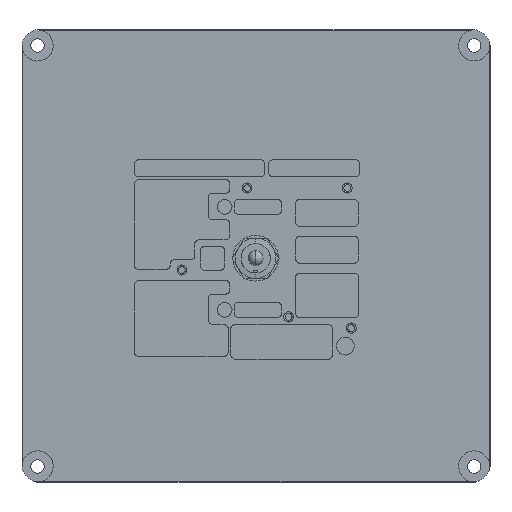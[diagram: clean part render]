
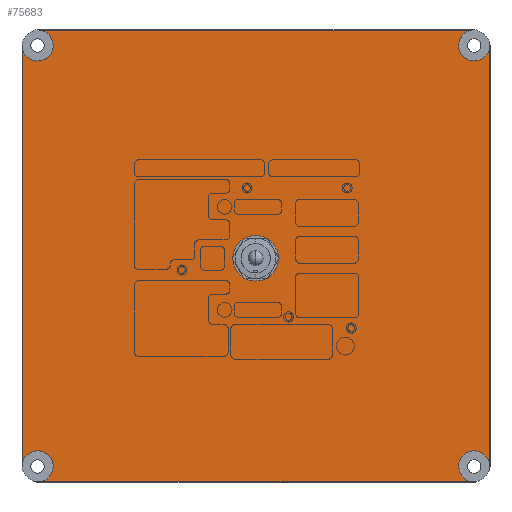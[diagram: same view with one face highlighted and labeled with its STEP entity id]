
A CAD part, top view. The second image highlights one B-rep face of the part: STEP entity #75683.
In plain terms, the highlighted planar face has unit normal (0, 0, 1).
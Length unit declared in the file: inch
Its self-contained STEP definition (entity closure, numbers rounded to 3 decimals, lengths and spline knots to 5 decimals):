
#75391=CARTESIAN_POINT('',(0.13224,0.,0.02));
#75392=DIRECTION('',(0.,0.,1.));
#75393=DIRECTION('',(1.,0.,0.));
#75394=AXIS2_PLACEMENT_3D('',#75391,#75392,#75393);
#75396=CARTESIAN_POINT('',(0.13224,0.,0.02));
#75397=DIRECTION('',(0.,0.,1.));
#75398=DIRECTION('',(-1.,0.,0.));
#75399=AXIS2_PLACEMENT_3D('',#75396,#75397,#75398);
#75401=CARTESIAN_POINT('',(3.89,3.41,0.02));
#75402=CARTESIAN_POINT('',(3.89,3.42778,0.02));
#75403=CARTESIAN_POINT('',(3.88699,3.44588,0.02));
#75404=CARTESIAN_POINT('',(3.88148,3.46381,0.02));
#75406=CARTESIAN_POINT('',(3.89,-3.34,0.02));
#75407=CARTESIAN_POINT('',(3.89,-2.58474,0.02));
#75408=CARTESIAN_POINT('',(3.88999,-1.07946,0.02));
#75409=CARTESIAN_POINT('',(3.88998,1.17054,0.02));
#75410=CARTESIAN_POINT('',(3.89,2.66528,0.02));
#75411=CARTESIAN_POINT('',(3.89,3.41,0.02));
#75413=CARTESIAN_POINT('',(3.87622,-3.40878,0.02));
#75414=CARTESIAN_POINT('',(3.88505,-3.38604,0.02));
#75415=CARTESIAN_POINT('',(3.89,-3.36276,0.02));
#75416=CARTESIAN_POINT('',(3.89,-3.34,0.02));
#75418=CARTESIAN_POINT('',(3.64,-3.59,0.02));
#75419=CARTESIAN_POINT('',(3.66024,-3.58982,0.02));
#75420=CARTESIAN_POINT('',(3.68091,-3.58579,0.02));
#75421=CARTESIAN_POINT('',(3.70125,-3.57865,0.02));
#75423=DIRECTION('',(1.,0.,0.));
#75424=VECTOR('',#75423,7.);
#75425=CARTESIAN_POINT('',(-3.36,-3.59,0.02));
#75426=LINE('',#75425,#75424);
#75427=CARTESIAN_POINT('',(-3.40862,-3.583,0.02));
#75428=CARTESIAN_POINT('',(-3.3924,-3.58754,0.02));
#75429=CARTESIAN_POINT('',(-3.37607,-3.59,0.02));
#75430=CARTESIAN_POINT('',(-3.36,-3.59,0.02));
#75432=CARTESIAN_POINT('',(-3.61,3.37182,0.02));
#75433=CARTESIAN_POINT('',(-3.61,1.14922,0.02));
#75434=CARTESIAN_POINT('',(-3.61,-1.07338,0.02));
#75435=CARTESIAN_POINT('',(-3.61,-3.29597,0.02));
#75437=CARTESIAN_POINT('',(3.59829,3.66,0.02));
#75438=CARTESIAN_POINT('',(2.83789,3.66,0.02));
#75439=CARTESIAN_POINT('',(1.29965,3.65993,0.02));
#75440=CARTESIAN_POINT('',(-1.00812,3.66,0.02));
#75441=CARTESIAN_POINT('',(-2.55548,3.66,0.02));
#75442=CARTESIAN_POINT('',(-3.325,3.66,0.02));
#75444=CARTESIAN_POINT('',(3.6367,3.41297,0.02));
#75445=DIRECTION('',(0.,0.,-1.));
#75446=DIRECTION('',(0.979,0.203,0.));
#75447=AXIS2_PLACEMENT_3D('',#75444,#75445,#75446);
#75462=CARTESIAN_POINT('',(-3.36341,3.41297,0.02));
#75463=DIRECTION('',(0.,0.,-1.));
#75464=DIRECTION('',(0.154,0.988,0.));
#75465=AXIS2_PLACEMENT_3D('',#75462,#75463,#75464);
#75480=CARTESIAN_POINT('',(-3.36341,-3.33713,0.02));
#75481=DIRECTION('',(0.,0.,-1.));
#75482=DIRECTION('',(-0.986,0.165,0.));
#75483=AXIS2_PLACEMENT_3D('',#75480,#75481,#75482);
#75510=CARTESIAN_POINT('',(3.6367,-3.33713,0.02));
#75511=DIRECTION('',(0.,0.,-1.));
#75512=DIRECTION('',(0.258,-0.966,0.));
#75513=AXIS2_PLACEMENT_3D('',#75510,#75511,#75512);
#75538=VERTEX_POINT('',#75406);
#75539=VERTEX_POINT('',#75411);
#75540=CARTESIAN_POINT('',(-3.36,-3.59,0.02));
#75541=CARTESIAN_POINT('',(3.64,-3.59,0.02));
#75542=VERTEX_POINT('',#75540);
#75543=VERTEX_POINT('',#75541);
#75548=CARTESIAN_POINT('',(0.49724,0.,0.02));
#75549=CARTESIAN_POINT('',(-0.23276,0.,0.02));
#75550=VERTEX_POINT('',#75548);
#75551=VERTEX_POINT('',#75549);
#75553=CARTESIAN_POINT('',(3.88148,3.46381,0.02));
#75555=VERTEX_POINT('',#75553);
#75556=CARTESIAN_POINT('',(-3.40862,-3.583,0.02));
#75558=VERTEX_POINT('',#75556);
#75561=CARTESIAN_POINT('',(3.70125,-3.57865,0.02));
#75563=VERTEX_POINT('',#75561);
#75565=VERTEX_POINT('',#75413);
#75566=CARTESIAN_POINT('',(-3.325,3.66,0.02));
#75567=CARTESIAN_POINT('',(-3.61,3.37182,0.02));
#75568=VERTEX_POINT('',#75566);
#75569=VERTEX_POINT('',#75567);
#75574=CARTESIAN_POINT('',(-3.61,-3.29597,0.02));
#75575=VERTEX_POINT('',#75574);
#75578=CARTESIAN_POINT('',(3.59829,3.66,0.02));
#75580=VERTEX_POINT('',#75578);
#75648=CARTESIAN_POINT('',(0.,0.,0.02));
#75649=DIRECTION('',(0.,0.,1.));
#75650=DIRECTION('',(1.,0.,0.));
#75651=AXIS2_PLACEMENT_3D('',#75648,#75649,#75650);
#75652=PLANE('',#75651);
#75654=ORIENTED_EDGE('',*,*,#75653,.F.);
#75656=ORIENTED_EDGE('',*,*,#75655,.F.);
#75658=ORIENTED_EDGE('',*,*,#75657,.F.);
#75660=ORIENTED_EDGE('',*,*,#75659,.F.);
#75662=ORIENTED_EDGE('',*,*,#75661,.F.);
#75664=ORIENTED_EDGE('',*,*,#75663,.F.);
#75666=ORIENTED_EDGE('',*,*,#75665,.F.);
#75668=ORIENTED_EDGE('',*,*,#75667,.F.);
#75670=ORIENTED_EDGE('',*,*,#75669,.F.);
#75672=ORIENTED_EDGE('',*,*,#75671,.F.);
#75674=ORIENTED_EDGE('',*,*,#75673,.F.);
#75676=ORIENTED_EDGE('',*,*,#75675,.F.);
#75677=EDGE_LOOP('',(#75654,#75656,#75658,#75660,#75662,#75664,#75666,#75668,
#75670,#75672,#75674,#75676));
#75678=FACE_OUTER_BOUND('',#75677,.F.);
#75679=ORIENTED_EDGE('',*,*,#75628,.T.);
#75680=ORIENTED_EDGE('',*,*,#75642,.T.);
#75681=EDGE_LOOP('',(#75679,#75680));
#75682=FACE_BOUND('',#75681,.F.);
#75683=ADVANCED_FACE('',(#75678,#75682),#75652,.T.);
#75395=CIRCLE('',#75394,0.365);
#75400=CIRCLE('',#75399,0.365);
#75405=B_SPLINE_CURVE_WITH_KNOTS('',3,(#75401,#75402,#75403,#75404),
.UNSPECIFIED.,.F.,.F.,(4,4),(0.,1.),.UNSPECIFIED.);
#75412=B_SPLINE_CURVE_WITH_KNOTS('',3,(#75406,#75407,#75408,#75409,#75410,
#75411),.UNSPECIFIED.,.F.,.F.,(4,1,1,4),(0.,0.33567,
0.66901,1.),.UNSPECIFIED.);
#75417=B_SPLINE_CURVE_WITH_KNOTS('',3,(#75413,#75414,#75415,#75416),
.UNSPECIFIED.,.F.,.F.,(4,4),(0.,1.),.UNSPECIFIED.);
#75422=B_SPLINE_CURVE_WITH_KNOTS('',3,(#75418,#75419,#75420,#75421),
.UNSPECIFIED.,.F.,.F.,(4,4),(0.,1.),.UNSPECIFIED.);
#75431=B_SPLINE_CURVE_WITH_KNOTS('',3,(#75427,#75428,#75429,#75430),
.UNSPECIFIED.,.F.,.F.,(4,4),(0.,1.),.UNSPECIFIED.);
#75436=B_SPLINE_CURVE_WITH_KNOTS('',3,(#75432,#75433,#75434,#75435),
.UNSPECIFIED.,.F.,.F.,(4,4),(0.,1.),.UNSPECIFIED.);
#75443=B_SPLINE_CURVE_WITH_KNOTS('',3,(#75437,#75438,#75439,#75440,#75441,
#75442),.UNSPECIFIED.,.F.,.F.,(4,1,1,4),(0.,0.3295,
0.66655,1.),.UNSPECIFIED.);
#75448=CIRCLE('',#75447,0.25);
#75466=CIRCLE('',#75465,0.25);
#75484=CIRCLE('',#75483,0.25);
#75514=CIRCLE('',#75513,0.25);
#75628=EDGE_CURVE('',#75550,#75551,#75395,.T.);
#75642=EDGE_CURVE('',#75551,#75550,#75400,.T.);
#75653=EDGE_CURVE('',#75555,#75580,#75448,.T.);
#75655=EDGE_CURVE('',#75539,#75555,#75405,.T.);
#75657=EDGE_CURVE('',#75538,#75539,#75412,.T.);
#75659=EDGE_CURVE('',#75565,#75538,#75417,.T.);
#75661=EDGE_CURVE('',#75563,#75565,#75514,.T.);
#75663=EDGE_CURVE('',#75543,#75563,#75422,.T.);
#75665=EDGE_CURVE('',#75542,#75543,#75426,.T.);
#75667=EDGE_CURVE('',#75558,#75542,#75431,.T.);
#75669=EDGE_CURVE('',#75575,#75558,#75484,.T.);
#75671=EDGE_CURVE('',#75569,#75575,#75436,.T.);
#75673=EDGE_CURVE('',#75568,#75569,#75466,.T.);
#75675=EDGE_CURVE('',#75580,#75568,#75443,.T.);
